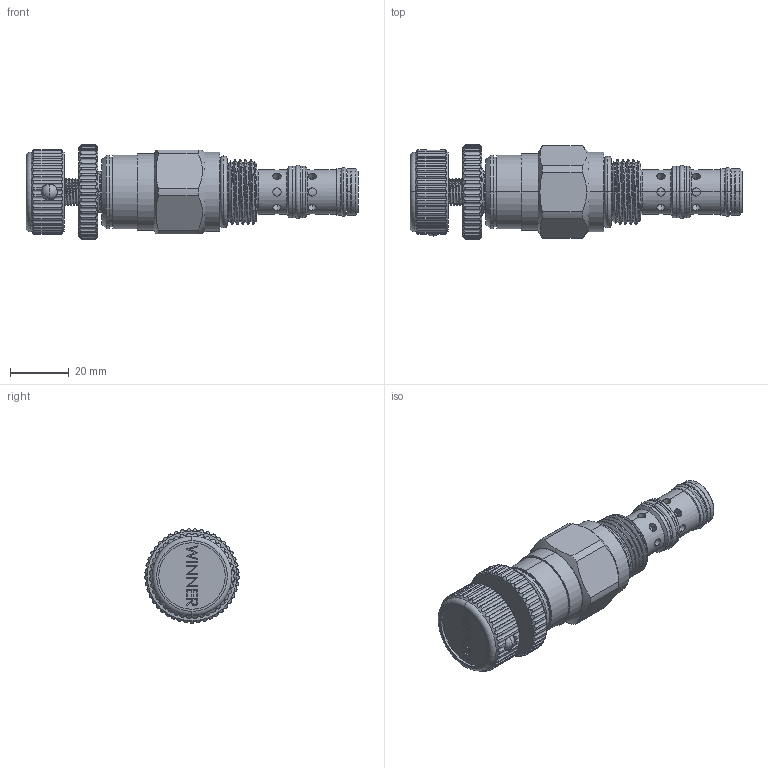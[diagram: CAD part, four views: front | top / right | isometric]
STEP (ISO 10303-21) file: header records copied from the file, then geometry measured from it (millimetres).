
FILE_DESCRIPTION (( 'STEP AP203' ), '1' );
FILE_NAME ('PP10W30(33)(35)-K.STEP', '2020-04-15T06:23:50', ( '' ), ( '' ), 'SwSTEP 2.0', 'SolidWorks 2018', '' );
FILE_SCHEMA (( 'CONFIG_CONTROL_DESIGN' ));
Length unit declared in the file: millimetre
Products named in the file (1): PP10W30(33)(35)-K
Bounding box: 113.35 x 32.2 x 32.18 mm (x, y, z)
Volume: 47664.1 mm3; surface area: 15098.2 mm2
Topology: 5 solids, 5 shells, 547 faces, 1447 edges, 949 vertices
Faces by surface type: cylinder 361, plane 114, cone 37, torus 20, bspline 13, sphere 2
Entity records: 27907 total; most frequent: CARTESIAN_POINT 14890, ORIENTED_EDGE 2894, DIRECTION 2447, EDGE_CURVE 1447, VERTEX_POINT 949, AXIS2_PLACEMENT_3D 924, LINE 599, VECTOR 599
